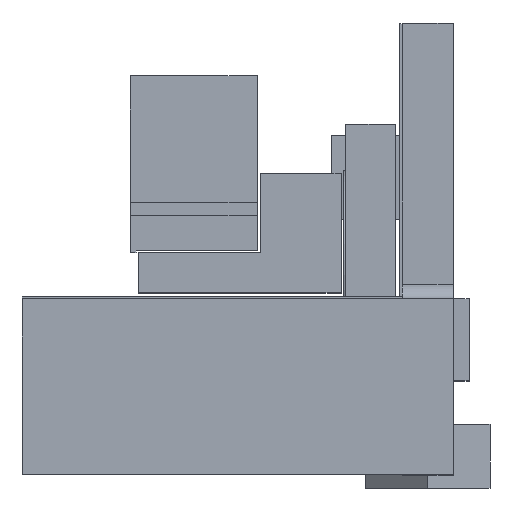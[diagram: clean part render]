
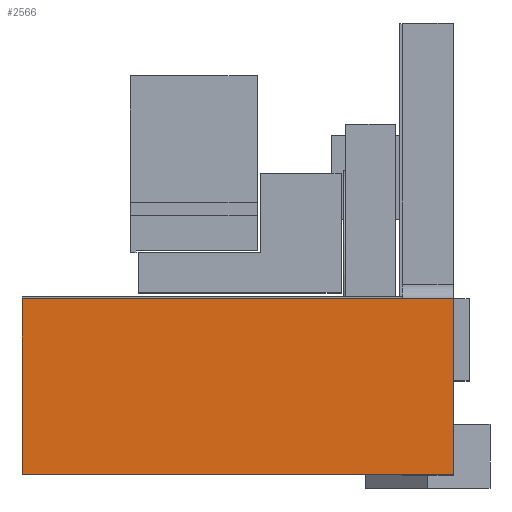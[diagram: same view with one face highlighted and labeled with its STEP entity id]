
A CAD part, top view. The second image highlights one B-rep face of the part: STEP entity #2566.
In plain terms, the highlighted planar face has unit normal (0, 0, 1).
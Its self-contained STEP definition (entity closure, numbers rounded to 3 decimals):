
#146=PLANE('',#2848);
#291=FACE_OUTER_BOUND('',#469,.T.);
#469=EDGE_LOOP('',(#2018,#2019,#2020,#2021));
#639=LINE('',#4013,#917);
#640=LINE('',#4015,#918);
#641=LINE('',#4017,#919);
#642=LINE('',#4018,#920);
#917=VECTOR('',#3296,215.9);
#918=VECTOR('',#3297,87.9);
#919=VECTOR('',#3298,215.9);
#920=VECTOR('',#3299,87.9);
#1269=VERTEX_POINT('',#4011);
#1270=VERTEX_POINT('',#4012);
#1271=VERTEX_POINT('',#4014);
#1272=VERTEX_POINT('',#4016);
#1543=EDGE_CURVE('',#1269,#1270,#639,.T.);
#1544=EDGE_CURVE('',#1271,#1269,#640,.T.);
#1545=EDGE_CURVE('',#1271,#1272,#641,.T.);
#1546=EDGE_CURVE('',#1270,#1272,#642,.T.);
#2018=ORIENTED_EDGE('',*,*,#1543,.F.);
#2019=ORIENTED_EDGE('',*,*,#1544,.F.);
#2020=ORIENTED_EDGE('',*,*,#1545,.T.);
#2021=ORIENTED_EDGE('',*,*,#1546,.F.);
#2566=ADVANCED_FACE('',(#291),#146,.F.);
#2848=AXIS2_PLACEMENT_3D('',#4010,#3294,#3295);
#3294=DIRECTION('center_axis',(0.,0.,
-1.));
#3295=DIRECTION('ref_axis',(-1.,0.,0.));
#3296=DIRECTION('',(1.,0.,0.));
#3297=DIRECTION('',(0.,1.,0.));
#3298=DIRECTION('',(1.,0.,0.));
#3299=DIRECTION('',(0.,-1.,0.));
#4010=CARTESIAN_POINT('Origin',(129.9,-18.712,243.6));
#4011=CARTESIAN_POINT('',(-86.,-19.712,243.6));
#4012=CARTESIAN_POINT('',(129.9,-19.712,243.6));
#4013=CARTESIAN_POINT('',(-86.,-19.712,243.6));
#4014=CARTESIAN_POINT('',(-86.,-107.612,243.6));
#4015=CARTESIAN_POINT('',(-86.,-107.612,243.6));
#4016=CARTESIAN_POINT('',(129.9,-107.612,243.6));
#4017=CARTESIAN_POINT('',(-86.,-107.612,243.6));
#4018=CARTESIAN_POINT('',(129.9,-19.712,243.6));
